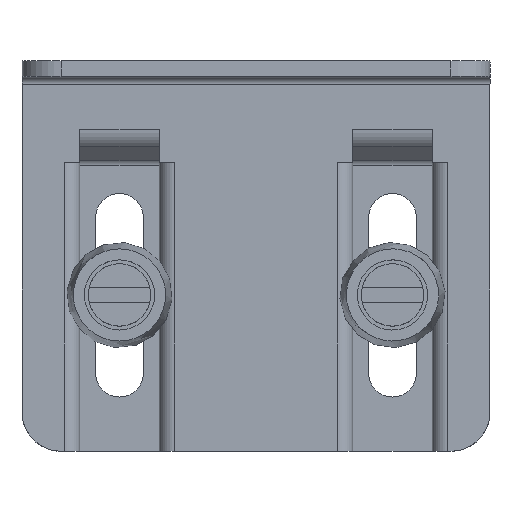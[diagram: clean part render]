
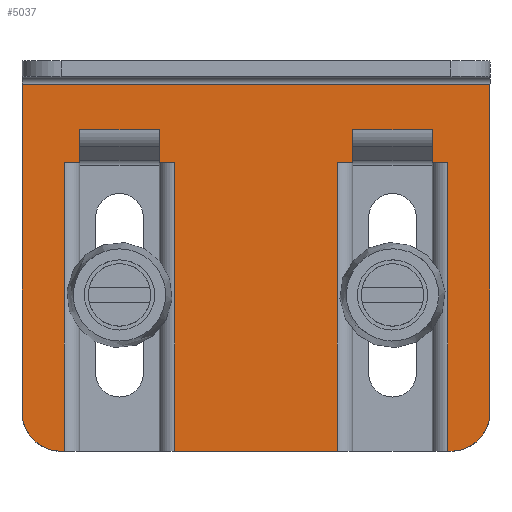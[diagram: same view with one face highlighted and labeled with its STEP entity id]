
A CAD part, top view. The second image highlights one B-rep face of the part: STEP entity #5037.
In plain terms, the highlighted planar face has unit normal (0, 0, 1).
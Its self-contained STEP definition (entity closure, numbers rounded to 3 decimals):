
#817=CIRCLE('',#5536,5.);
#828=CIRCLE('',#5549,5.);
#1152=FACE_OUTER_BOUND('',#1429,.T.);
#1429=EDGE_LOOP('',(#4310,#4311,#4312,#4313,#4314,#4315,#4316,#4317,#4318,
#4319,#4320,#4321,#4322,#4323,#4324,#4325,#4326,#4327,#4328,#4329,#4330,
#4331));
#1799=LINE('',#8725,#2173);
#1804=LINE('',#8738,#2178);
#1813=LINE('',#8763,#2187);
#1815=LINE('',#8769,#2189);
#1818=LINE('',#8788,#2192);
#1819=LINE('',#8793,#2193);
#1821=LINE('',#8800,#2195);
#1825=LINE('',#8817,#2199);
#1826=LINE('',#8819,#2200);
#1827=LINE('',#8820,#2201);
#1828=LINE('',#8821,#2202);
#1829=LINE('',#8824,#2203);
#1830=LINE('',#8826,#2204);
#1831=LINE('',#8827,#2205);
#1832=LINE('',#8829,#2206);
#1833=LINE('',#8831,#2207);
#1834=LINE('',#8832,#2208);
#1835=LINE('',#8834,#2209);
#1836=LINE('',#8836,#2210);
#1837=LINE('',#8837,#2211);
#2173=VECTOR('',#6307,10.);
#2178=VECTOR('',#6320,10.);
#2187=VECTOR('',#6345,10.);
#2189=VECTOR('',#6353,10.);
#2192=VECTOR('',#6364,10.);
#2193=VECTOR('',#6369,10.);
#2195=VECTOR('',#6375,10.);
#2199=VECTOR('',#6393,10.);
#2200=VECTOR('',#6394,10.);
#2201=VECTOR('',#6395,10.);
#2202=VECTOR('',#6396,10.);
#2203=VECTOR('',#6399,10.);
#2204=VECTOR('',#6400,10.);
#2205=VECTOR('',#6401,10.);
#2206=VECTOR('',#6402,10.);
#2207=VECTOR('',#6403,10.);
#2208=VECTOR('',#6404,10.);
#2209=VECTOR('',#6405,10.);
#2210=VECTOR('',#6406,10.);
#2211=VECTOR('',#6407,10.);
#2600=VERTEX_POINT('',#8718);
#2603=VERTEX_POINT('',#8723);
#2604=VERTEX_POINT('',#8731);
#2607=VERTEX_POINT('',#8736);
#2614=VERTEX_POINT('',#8760);
#2615=VERTEX_POINT('',#8762);
#2616=VERTEX_POINT('',#8767);
#2617=VERTEX_POINT('',#8772);
#2618=VERTEX_POINT('',#8774);
#2620=VERTEX_POINT('',#8787);
#2621=VERTEX_POINT('',#8790);
#2622=VERTEX_POINT('',#8792);
#2624=VERTEX_POINT('',#8797);
#2625=VERTEX_POINT('',#8799);
#2631=VERTEX_POINT('',#8816);
#2632=VERTEX_POINT('',#8818);
#2633=VERTEX_POINT('',#8823);
#2634=VERTEX_POINT('',#8825);
#2635=VERTEX_POINT('',#8828);
#2636=VERTEX_POINT('',#8830);
#2637=VERTEX_POINT('',#8833);
#2638=VERTEX_POINT('',#8835);
#3184=EDGE_CURVE('',#2603,#2600,#1799,.T.);
#3191=EDGE_CURVE('',#2607,#2604,#1804,.T.);
#3204=EDGE_CURVE('',#2614,#2615,#1813,.T.);
#3208=EDGE_CURVE('',#2615,#2616,#1815,.T.);
#3210=EDGE_CURVE('',#2617,#2618,#817,.T.);
#3213=EDGE_CURVE('',#2620,#2618,#1818,.T.);
#3216=EDGE_CURVE('',#2622,#2621,#1819,.T.);
#3220=EDGE_CURVE('',#2625,#2624,#1821,.T.);
#3230=EDGE_CURVE('',#2631,#2603,#1825,.T.);
#3231=EDGE_CURVE('',#2632,#2631,#1826,.T.);
#3232=EDGE_CURVE('',#2620,#2632,#1827,.T.);
#3233=EDGE_CURVE('',#2617,#2616,#1828,.T.);
#3234=EDGE_CURVE('',#2625,#2614,#828,.T.);
#3235=EDGE_CURVE('',#2633,#2624,#1829,.T.);
#3236=EDGE_CURVE('',#2634,#2633,#1830,.T.);
#3237=EDGE_CURVE('',#2604,#2634,#1831,.T.);
#3238=EDGE_CURVE('',#2635,#2607,#1832,.T.);
#3239=EDGE_CURVE('',#2636,#2635,#1833,.T.);
#3240=EDGE_CURVE('',#2622,#2636,#1834,.T.);
#3241=EDGE_CURVE('',#2637,#2621,#1835,.T.);
#3242=EDGE_CURVE('',#2638,#2637,#1836,.T.);
#3243=EDGE_CURVE('',#2600,#2638,#1837,.T.);
#4310=ORIENTED_EDGE('',*,*,#3230,.F.);
#4311=ORIENTED_EDGE('',*,*,#3231,.F.);
#4312=ORIENTED_EDGE('',*,*,#3232,.F.);
#4313=ORIENTED_EDGE('',*,*,#3213,.T.);
#4314=ORIENTED_EDGE('',*,*,#3210,.F.);
#4315=ORIENTED_EDGE('',*,*,#3233,.T.);
#4316=ORIENTED_EDGE('',*,*,#3208,.F.);
#4317=ORIENTED_EDGE('',*,*,#3204,.F.);
#4318=ORIENTED_EDGE('',*,*,#3234,.F.);
#4319=ORIENTED_EDGE('',*,*,#3220,.T.);
#4320=ORIENTED_EDGE('',*,*,#3235,.F.);
#4321=ORIENTED_EDGE('',*,*,#3236,.F.);
#4322=ORIENTED_EDGE('',*,*,#3237,.F.);
#4323=ORIENTED_EDGE('',*,*,#3191,.F.);
#4324=ORIENTED_EDGE('',*,*,#3238,.F.);
#4325=ORIENTED_EDGE('',*,*,#3239,.F.);
#4326=ORIENTED_EDGE('',*,*,#3240,.F.);
#4327=ORIENTED_EDGE('',*,*,#3216,.T.);
#4328=ORIENTED_EDGE('',*,*,#3241,.F.);
#4329=ORIENTED_EDGE('',*,*,#3242,.F.);
#4330=ORIENTED_EDGE('',*,*,#3243,.F.);
#4331=ORIENTED_EDGE('',*,*,#3184,.F.);
#4827=PLANE('',#5548);
#5037=ADVANCED_FACE('',(#1152),#4827,.T.);
#5536=AXIS2_PLACEMENT_3D('',#8775,#6359,#6360);
#5548=AXIS2_PLACEMENT_3D('',#8815,#6391,#6392);
#5549=AXIS2_PLACEMENT_3D('',#8822,#6397,#6398);
#6307=DIRECTION('',(-1.,0.,0.));
#6320=DIRECTION('',(-1.,0.,0.));
#6345=DIRECTION('',(0.,1.,0.));
#6353=DIRECTION('',(1.,0.,0.));
#6359=DIRECTION('center_axis',(0.,0.,-1.));
#6360=DIRECTION('ref_axis',(0.707,-0.707,0.));
#6364=DIRECTION('',(1.,0.,0.));
#6369=DIRECTION('',(1.,0.,0.));
#6375=DIRECTION('',(1.,0.,0.));
#6391=DIRECTION('center_axis',(0.,0.,1.));
#6392=DIRECTION('ref_axis',(1.,0.,0.));
#6393=DIRECTION('',(0.,1.,0.));
#6394=DIRECTION('',(-1.,0.,0.));
#6395=DIRECTION('',(0.,1.,0.));
#6396=DIRECTION('',(0.,1.,0.));
#6397=DIRECTION('center_axis',(0.,0.,-1.));
#6398=DIRECTION('ref_axis',(-0.707,-0.707,0.));
#6399=DIRECTION('',(0.,-1.,0.));
#6400=DIRECTION('',(-1.,0.,0.));
#6401=DIRECTION('',(0.,-1.,0.));
#6402=DIRECTION('',(0.,1.,0.));
#6403=DIRECTION('',(-1.,0.,0.));
#6404=DIRECTION('',(0.,1.,0.));
#6405=DIRECTION('',(0.,-1.,0.));
#6406=DIRECTION('',(-1.,0.,0.));
#6407=DIRECTION('',(0.,-1.,0.));
#8718=CARTESIAN_POINT('',(12.4,41.243,5.));
#8723=CARTESIAN_POINT('',(22.6,41.243,5.));
#8725=CARTESIAN_POINT('',(23.75,41.243,5.));
#8731=CARTESIAN_POINT('',(-22.6,41.243,5.));
#8736=CARTESIAN_POINT('',(-12.4,41.243,5.));
#8738=CARTESIAN_POINT('',(6.25,41.243,5.));
#8760=CARTESIAN_POINT('',(-30.,5.,5.));
#8762=CARTESIAN_POINT('',(-30.,47.,5.));
#8763=CARTESIAN_POINT('',(-30.,0.,5.));
#8767=CARTESIAN_POINT('',(30.,47.,5.));
#8769=CARTESIAN_POINT('',(15.,47.,5.));
#8772=CARTESIAN_POINT('',(30.,5.,5.));
#8774=CARTESIAN_POINT('',(25.,0.,5.));
#8775=CARTESIAN_POINT('Origin',(25.,5.,5.));
#8787=CARTESIAN_POINT('',(24.6,0.,5.));
#8788=CARTESIAN_POINT('',(-30.,0.,5.));
#8790=CARTESIAN_POINT('',(10.4,0.,5.));
#8792=CARTESIAN_POINT('',(-10.4,0.,5.));
#8793=CARTESIAN_POINT('',(-30.,0.,5.));
#8797=CARTESIAN_POINT('',(-24.6,0.,5.));
#8799=CARTESIAN_POINT('',(-25.,0.,5.));
#8800=CARTESIAN_POINT('',(-30.,0.,5.));
#8815=CARTESIAN_POINT('Origin',(30.,0.,5.));
#8816=CARTESIAN_POINT('',(22.6,37.,5.));
#8817=CARTESIAN_POINT('',(22.6,19.25,5.));
#8818=CARTESIAN_POINT('',(24.6,37.,5.));
#8819=CARTESIAN_POINT('',(0.,37.,5.));
#8820=CARTESIAN_POINT('',(24.6,0.,5.));
#8821=CARTESIAN_POINT('',(30.,0.,5.));
#8822=CARTESIAN_POINT('Origin',(-25.,5.,5.));
#8823=CARTESIAN_POINT('',(-24.6,37.,5.));
#8824=CARTESIAN_POINT('',(-24.6,0.,5.));
#8825=CARTESIAN_POINT('',(-22.6,37.,5.));
#8826=CARTESIAN_POINT('',(0.,37.,5.));
#8827=CARTESIAN_POINT('',(-22.6,19.25,5.));
#8828=CARTESIAN_POINT('',(-12.4,37.,5.));
#8829=CARTESIAN_POINT('',(-12.4,19.25,5.));
#8830=CARTESIAN_POINT('',(-10.4,37.,5.));
#8831=CARTESIAN_POINT('',(0.,37.,5.));
#8832=CARTESIAN_POINT('',(-10.4,0.,5.));
#8833=CARTESIAN_POINT('',(10.4,37.,5.));
#8834=CARTESIAN_POINT('',(10.4,0.,5.));
#8835=CARTESIAN_POINT('',(12.4,37.,5.));
#8836=CARTESIAN_POINT('',(0.,37.,5.));
#8837=CARTESIAN_POINT('',(12.4,19.25,5.));
